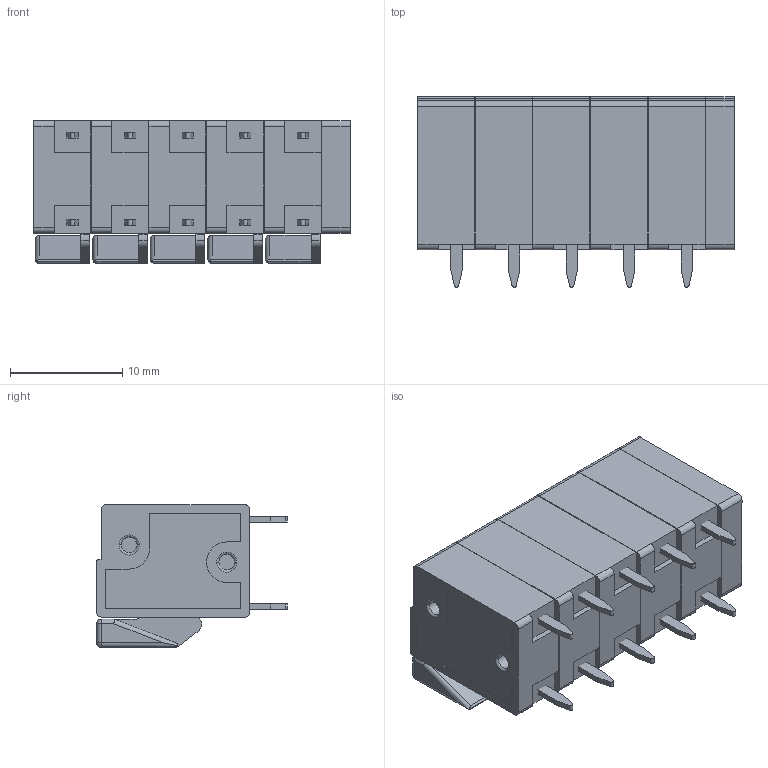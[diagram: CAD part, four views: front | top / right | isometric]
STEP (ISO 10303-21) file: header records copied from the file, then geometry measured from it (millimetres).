
FILE_DESCRIPTION (( 'STEP AP214' ), '1' );
FILE_NAME ('PCB terminal block FFKDS 5.08_5.STEP', '2017-06-24T20:01:44', ( 'M.B.I.' ), ( '' ), 'SwSTEP 2.0', '', '' );
FILE_SCHEMA (( 'AUTOMOTIVE_DESIGN' ));
Length unit declared in the file: millimetre
Products named in the file (3): FFKDS CAP; FFKDS 5.08; PCB terminal block FFKDS 5.08_5
Assembly tree (6 placements, depth 2):
  PCB terminal block FFKDS 5.08_5
    FFKDS 5.08  x5
    FFKDS CAP
Bounding box: 28.19 x 17 x 12.73 mm (x, y, z)
Volume: 2571.8 mm3; surface area: 7487.6 mm2
Topology: 16 solids, 16 shells, 1084 faces, 2940 edges, 1915 vertices
Faces by surface type: plane 644, cylinder 380, torus 40, sphere 10, cone 10
Entity records: 8196 total; most frequent: CARTESIAN_POINT 1496, DIRECTION 1375, ORIENTED_EDGE 1364, EDGE_CURVE 682, LINE 491, VECTOR 491, VERTEX_POINT 447, AXIS2_PLACEMENT_3D 442
